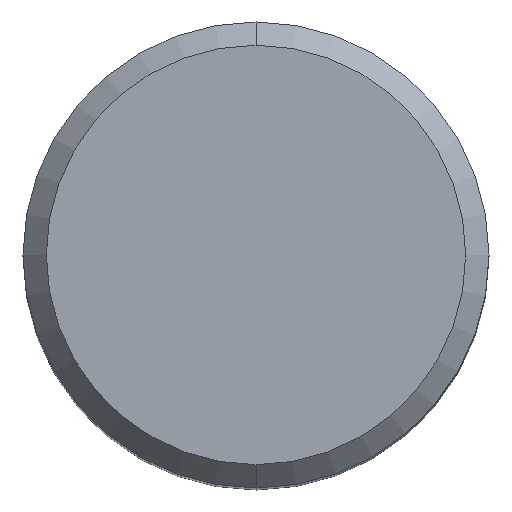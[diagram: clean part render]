
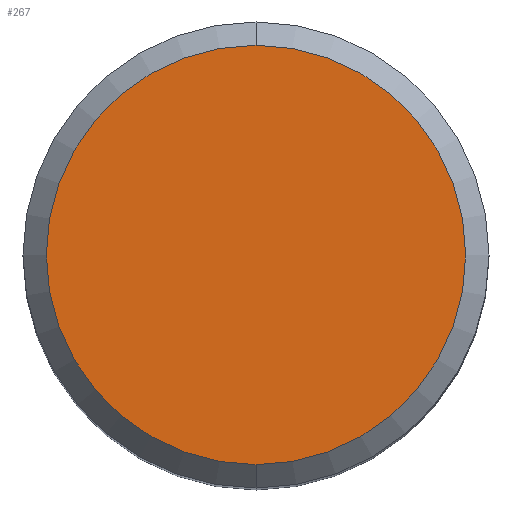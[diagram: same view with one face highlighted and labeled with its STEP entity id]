
A CAD part, top view. The second image highlights one B-rep face of the part: STEP entity #267.
In plain terms, the highlighted planar face has unit normal (0, 0, 1).
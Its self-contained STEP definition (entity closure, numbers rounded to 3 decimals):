
#197=EDGE_CURVE('',#457,#311,#505,.T.);
#267=ADVANCED_FACE('',(#581),#582,.T.);
#311=VERTEX_POINT('',#630);
#391=EDGE_CURVE('',#311,#457,#719,.T.);
#457=VERTEX_POINT('',#793);
#505=CIRCLE('',#882,9.0);
#581=FACE_OUTER_BOUND('',#1007,.T.);
#582=PLANE('',#1008);
#630=CARTESIAN_POINT('',(0.,-9.0,0.));
#719=CIRCLE('',#1305,9.0);
#793=CARTESIAN_POINT('',(0.0,9.0,0.));
#882=AXIS2_PLACEMENT_3D('',#1623,#1624,#1625);
#1007=EDGE_LOOP('',(#1707,#1708));
#1008=AXIS2_PLACEMENT_3D('',#1709,#1710,#1711);
#1305=AXIS2_PLACEMENT_3D('',#1864,#1865,#1866);
#1623=CARTESIAN_POINT('',(0.0,0.0,0.));
#1624=DIRECTION('',(0.0,0.0,-1.0));
#1625=DIRECTION('',(0.0,1.0,0.0));
#1707=ORIENTED_EDGE('',*,*,#197,.F.);
#1708=ORIENTED_EDGE('',*,*,#391,.F.);
#1709=CARTESIAN_POINT('',(0.0,4.5,0.));
#1710=DIRECTION('',(-0.0,0.0,1.0));
#1711=DIRECTION('',(0.0,-1.0,0.0));
#1864=CARTESIAN_POINT('',(0.0,0.0,0.));
#1865=DIRECTION('',(0.0,0.0,-1.0));
#1866=DIRECTION('',(0.0,1.0,0.0));
